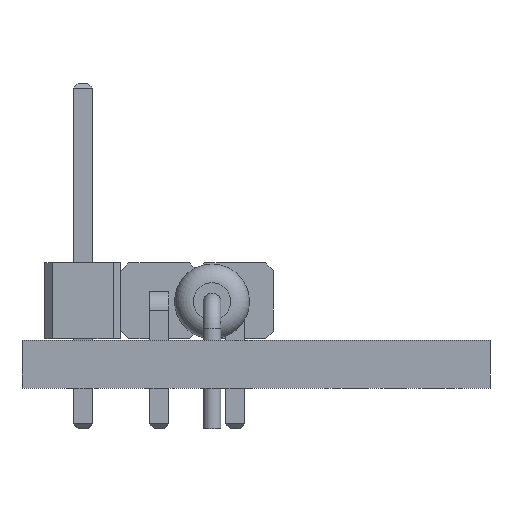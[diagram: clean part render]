
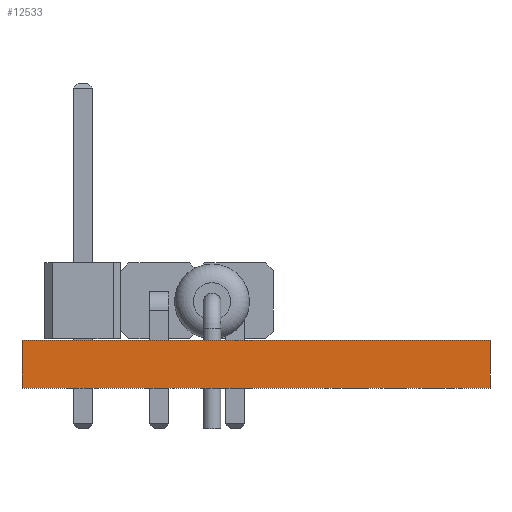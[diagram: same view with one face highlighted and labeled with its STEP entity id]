
A CAD part, left-side view. The second image highlights one B-rep face of the part: STEP entity #12533.
In plain terms, the highlighted planar face has unit normal (-1, 0, 0).
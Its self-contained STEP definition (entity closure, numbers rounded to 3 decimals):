
#12352 = PLANE('',#12353);
#12353 = AXIS2_PLACEMENT_3D('',#12354,#12355,#12356);
#12354 = CARTESIAN_POINT('',(106.5,-70.25,0.));
#12355 = DIRECTION('',(0.,-1.,0.));
#12356 = DIRECTION('',(-1.,0.,0.));
#12377 = VERTEX_POINT('',#12378);
#12378 = CARTESIAN_POINT('',(87.884,-70.25,1.6));
#12392 = PLANE('',#12393);
#12393 = AXIS2_PLACEMENT_3D('',#12394,#12395,#12396);
#12394 = CARTESIAN_POINT('',(97.192,-62.43,1.6));
#12395 = DIRECTION('',(-0.,-0.,-1.));
#12396 = DIRECTION('',(-1.,0.,0.));
#12404 = EDGE_CURVE('',#12405,#12377,#12407,.T.);
#12405 = VERTEX_POINT('',#12406);
#12406 = CARTESIAN_POINT('',(87.884,-70.25,0.));
#12407 = SURFACE_CURVE('',#12408,(#12412,#12419),.PCURVE_S1.);
#12408 = LINE('',#12409,#12410);
#12409 = CARTESIAN_POINT('',(87.884,-70.25,0.));
#12410 = VECTOR('',#12411,1.);
#12411 = DIRECTION('',(0.,0.,1.));
#12412 = PCURVE('',#12352,#12413);
#12413 = DEFINITIONAL_REPRESENTATION('',(#12414),#12418);
#12414 = LINE('',#12415,#12416);
#12415 = CARTESIAN_POINT('',(18.616,0.));
#12416 = VECTOR('',#12417,1.);
#12417 = DIRECTION('',(0.,-1.));
#12418 = ( GEOMETRIC_REPRESENTATION_CONTEXT(2) 
PARAMETRIC_REPRESENTATION_CONTEXT() REPRESENTATION_CONTEXT('2D SPACE',''
  ) );
#12419 = PCURVE('',#12420,#12425);
#12420 = PLANE('',#12421);
#12421 = AXIS2_PLACEMENT_3D('',#12422,#12423,#12424);
#12422 = CARTESIAN_POINT('',(87.884,-70.25,0.));
#12423 = DIRECTION('',(-1.,0.,0.));
#12424 = DIRECTION('',(0.,1.,0.));
#12425 = DEFINITIONAL_REPRESENTATION('',(#12426),#12430);
#12426 = LINE('',#12427,#12428);
#12427 = CARTESIAN_POINT('',(0.,0.));
#12428 = VECTOR('',#12429,1.);
#12429 = DIRECTION('',(0.,-1.));
#12430 = ( GEOMETRIC_REPRESENTATION_CONTEXT(2) 
PARAMETRIC_REPRESENTATION_CONTEXT() REPRESENTATION_CONTEXT('2D SPACE',''
  ) );
#12446 = PLANE('',#12447);
#12447 = AXIS2_PLACEMENT_3D('',#12448,#12449,#12450);
#12448 = CARTESIAN_POINT('',(97.192,-62.43,0.));
#12449 = DIRECTION('',(-0.,-0.,-1.));
#12450 = DIRECTION('',(-1.,0.,0.));
#12479 = PLANE('',#12480);
#12480 = AXIS2_PLACEMENT_3D('',#12481,#12482,#12483);
#12481 = CARTESIAN_POINT('',(87.884,-54.61,0.));
#12482 = DIRECTION('',(0.,1.,0.));
#12483 = DIRECTION('',(1.,0.,0.));
#12533 = ADVANCED_FACE('',(#12534),#12420,.T.);
#12534 = FACE_BOUND('',#12535,.T.);
#12535 = EDGE_LOOP('',(#12536,#12537,#12560,#12583));
#12536 = ORIENTED_EDGE('',*,*,#12404,.T.);
#12537 = ORIENTED_EDGE('',*,*,#12538,.T.);
#12538 = EDGE_CURVE('',#12377,#12539,#12541,.T.);
#12539 = VERTEX_POINT('',#12540);
#12540 = CARTESIAN_POINT('',(87.884,-54.61,1.6));
#12541 = SURFACE_CURVE('',#12542,(#12546,#12553),.PCURVE_S1.);
#12542 = LINE('',#12543,#12544);
#12543 = CARTESIAN_POINT('',(87.884,-70.25,1.6));
#12544 = VECTOR('',#12545,1.);
#12545 = DIRECTION('',(0.,1.,0.));
#12546 = PCURVE('',#12420,#12547);
#12547 = DEFINITIONAL_REPRESENTATION('',(#12548),#12552);
#12548 = LINE('',#12549,#12550);
#12549 = CARTESIAN_POINT('',(0.,-1.6));
#12550 = VECTOR('',#12551,1.);
#12551 = DIRECTION('',(1.,0.));
#12552 = ( GEOMETRIC_REPRESENTATION_CONTEXT(2) 
PARAMETRIC_REPRESENTATION_CONTEXT() REPRESENTATION_CONTEXT('2D SPACE',''
  ) );
#12553 = PCURVE('',#12392,#12554);
#12554 = DEFINITIONAL_REPRESENTATION('',(#12555),#12559);
#12555 = LINE('',#12556,#12557);
#12556 = CARTESIAN_POINT('',(9.308,-7.82));
#12557 = VECTOR('',#12558,1.);
#12558 = DIRECTION('',(0.,1.));
#12559 = ( GEOMETRIC_REPRESENTATION_CONTEXT(2) 
PARAMETRIC_REPRESENTATION_CONTEXT() REPRESENTATION_CONTEXT('2D SPACE',''
  ) );
#12560 = ORIENTED_EDGE('',*,*,#12561,.F.);
#12561 = EDGE_CURVE('',#12562,#12539,#12564,.T.);
#12562 = VERTEX_POINT('',#12563);
#12563 = CARTESIAN_POINT('',(87.884,-54.61,0.));
#12564 = SURFACE_CURVE('',#12565,(#12569,#12576),.PCURVE_S1.);
#12565 = LINE('',#12566,#12567);
#12566 = CARTESIAN_POINT('',(87.884,-54.61,0.));
#12567 = VECTOR('',#12568,1.);
#12568 = DIRECTION('',(0.,0.,1.));
#12569 = PCURVE('',#12420,#12570);
#12570 = DEFINITIONAL_REPRESENTATION('',(#12571),#12575);
#12571 = LINE('',#12572,#12573);
#12572 = CARTESIAN_POINT('',(15.64,0.));
#12573 = VECTOR('',#12574,1.);
#12574 = DIRECTION('',(0.,-1.));
#12575 = ( GEOMETRIC_REPRESENTATION_CONTEXT(2) 
PARAMETRIC_REPRESENTATION_CONTEXT() REPRESENTATION_CONTEXT('2D SPACE',''
  ) );
#12576 = PCURVE('',#12479,#12577);
#12577 = DEFINITIONAL_REPRESENTATION('',(#12578),#12582);
#12578 = LINE('',#12579,#12580);
#12579 = CARTESIAN_POINT('',(0.,0.));
#12580 = VECTOR('',#12581,1.);
#12581 = DIRECTION('',(0.,-1.));
#12582 = ( GEOMETRIC_REPRESENTATION_CONTEXT(2) 
PARAMETRIC_REPRESENTATION_CONTEXT() REPRESENTATION_CONTEXT('2D SPACE',''
  ) );
#12583 = ORIENTED_EDGE('',*,*,#12584,.F.);
#12584 = EDGE_CURVE('',#12405,#12562,#12585,.T.);
#12585 = SURFACE_CURVE('',#12586,(#12590,#12597),.PCURVE_S1.);
#12586 = LINE('',#12587,#12588);
#12587 = CARTESIAN_POINT('',(87.884,-70.25,0.));
#12588 = VECTOR('',#12589,1.);
#12589 = DIRECTION('',(0.,1.,0.));
#12590 = PCURVE('',#12420,#12591);
#12591 = DEFINITIONAL_REPRESENTATION('',(#12592),#12596);
#12592 = LINE('',#12593,#12594);
#12593 = CARTESIAN_POINT('',(0.,0.));
#12594 = VECTOR('',#12595,1.);
#12595 = DIRECTION('',(1.,0.));
#12596 = ( GEOMETRIC_REPRESENTATION_CONTEXT(2) 
PARAMETRIC_REPRESENTATION_CONTEXT() REPRESENTATION_CONTEXT('2D SPACE',''
  ) );
#12597 = PCURVE('',#12446,#12598);
#12598 = DEFINITIONAL_REPRESENTATION('',(#12599),#12603);
#12599 = LINE('',#12600,#12601);
#12600 = CARTESIAN_POINT('',(9.308,-7.82));
#12601 = VECTOR('',#12602,1.);
#12602 = DIRECTION('',(0.,1.));
#12603 = ( GEOMETRIC_REPRESENTATION_CONTEXT(2) 
PARAMETRIC_REPRESENTATION_CONTEXT() REPRESENTATION_CONTEXT('2D SPACE',''
  ) );
